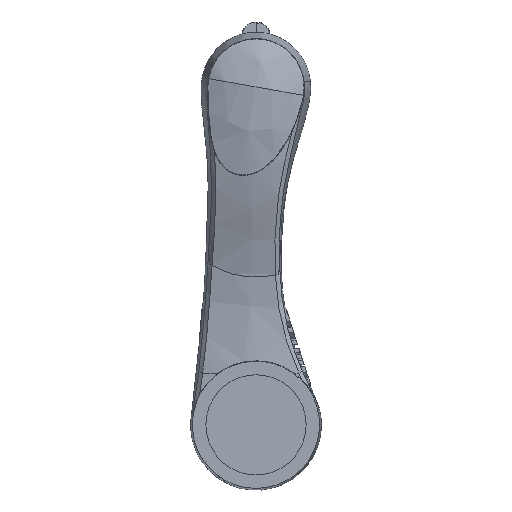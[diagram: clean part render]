
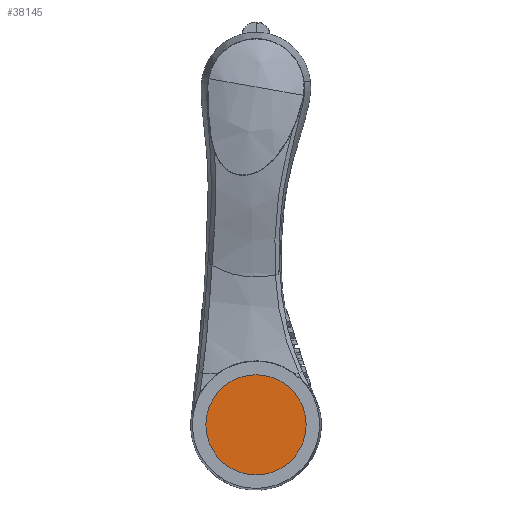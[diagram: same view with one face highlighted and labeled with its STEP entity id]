
A CAD part, front view. The second image highlights one B-rep face of the part: STEP entity #38145.
In plain terms, the highlighted planar face has unit normal (0, -1, 0).
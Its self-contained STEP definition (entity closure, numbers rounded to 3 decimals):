
#38112 = CYLINDRICAL_SURFACE('',#38113,67.5);
#38113 = AXIS2_PLACEMENT_3D('',#38114,#38115,#38116);
#38114 = CARTESIAN_POINT('',(25.,-59.5,400.));
#38115 = DIRECTION('',(0.,-1.,0.));
#38116 = DIRECTION('',(0.,0.,-1.));
#38145 = ADVANCED_FACE('',(#38146),#38161,.T.);
#38146 = FACE_BOUND('',#38147,.T.);
#38147 = EDGE_LOOP('',(#38148,#38179));
#38148 = ORIENTED_EDGE('',*,*,#38149,.T.);
#38149 = EDGE_CURVE('',#38150,#38152,#38154,.T.);
#38150 = VERTEX_POINT('',#38151);
#38151 = CARTESIAN_POINT('',(25.,-59.5,332.5));
#38152 = VERTEX_POINT('',#38153);
#38153 = CARTESIAN_POINT('',(25.,-59.5,467.5));
#38154 = SURFACE_CURVE('',#38155,(#38160,#38172),.PCURVE_S1.);
#38155 = CIRCLE('',#38156,67.5);
#38156 = AXIS2_PLACEMENT_3D('',#38157,#38158,#38159);
#38157 = CARTESIAN_POINT('',(25.,-59.5,400.));
#38158 = DIRECTION('',(0.,-1.,0.));
#38159 = DIRECTION('',(0.,0.,-1.));
#38160 = PCURVE('',#38161,#38166);
#38161 = PLANE('',#38162);
#38162 = AXIS2_PLACEMENT_3D('',#38163,#38164,#38165);
#38163 = CARTESIAN_POINT('',(25.,-59.5,400.));
#38164 = DIRECTION('',(0.,-1.,0.));
#38165 = DIRECTION('',(0.,0.,-1.));
#38166 = DEFINITIONAL_REPRESENTATION('',(#38167),#38171);
#38167 = CIRCLE('',#38168,67.5);
#38168 = AXIS2_PLACEMENT_2D('',#38169,#38170);
#38169 = CARTESIAN_POINT('',(0.,0.));
#38170 = DIRECTION('',(1.,0.));
#38171 = ( GEOMETRIC_REPRESENTATION_CONTEXT(2) 
PARAMETRIC_REPRESENTATION_CONTEXT() REPRESENTATION_CONTEXT('2D SPACE',''
  ) );
#38172 = PCURVE('',#38112,#38173);
#38173 = DEFINITIONAL_REPRESENTATION('',(#38174),#38178);
#38174 = LINE('',#38175,#38176);
#38175 = CARTESIAN_POINT('',(0.,0.));
#38176 = VECTOR('',#38177,1.);
#38177 = DIRECTION('',(1.,0.));
#38178 = ( GEOMETRIC_REPRESENTATION_CONTEXT(2) 
PARAMETRIC_REPRESENTATION_CONTEXT() REPRESENTATION_CONTEXT('2D SPACE',''
  ) );
#38179 = ORIENTED_EDGE('',*,*,#38180,.T.);
#38180 = EDGE_CURVE('',#38152,#38150,#38181,.T.);
#38181 = SURFACE_CURVE('',#38182,(#38187,#38194),.PCURVE_S1.);
#38182 = CIRCLE('',#38183,67.5);
#38183 = AXIS2_PLACEMENT_3D('',#38184,#38185,#38186);
#38184 = CARTESIAN_POINT('',(25.,-59.5,400.));
#38185 = DIRECTION('',(0.,-1.,0.));
#38186 = DIRECTION('',(0.,0.,-1.));
#38187 = PCURVE('',#38161,#38188);
#38188 = DEFINITIONAL_REPRESENTATION('',(#38189),#38193);
#38189 = CIRCLE('',#38190,67.5);
#38190 = AXIS2_PLACEMENT_2D('',#38191,#38192);
#38191 = CARTESIAN_POINT('',(0.,0.));
#38192 = DIRECTION('',(1.,0.));
#38193 = ( GEOMETRIC_REPRESENTATION_CONTEXT(2) 
PARAMETRIC_REPRESENTATION_CONTEXT() REPRESENTATION_CONTEXT('2D SPACE',''
  ) );
#38194 = PCURVE('',#38112,#38195);
#38195 = DEFINITIONAL_REPRESENTATION('',(#38196),#38200);
#38196 = LINE('',#38197,#38198);
#38197 = CARTESIAN_POINT('',(-6.283,0.));
#38198 = VECTOR('',#38199,1.);
#38199 = DIRECTION('',(1.,0.));
#38200 = ( GEOMETRIC_REPRESENTATION_CONTEXT(2) 
PARAMETRIC_REPRESENTATION_CONTEXT() REPRESENTATION_CONTEXT('2D SPACE',''
  ) );
